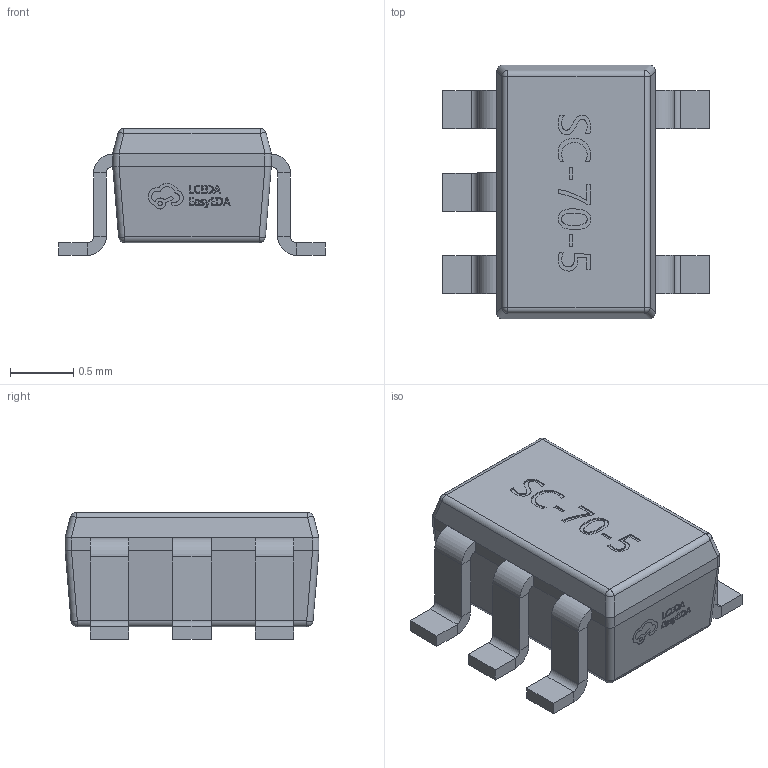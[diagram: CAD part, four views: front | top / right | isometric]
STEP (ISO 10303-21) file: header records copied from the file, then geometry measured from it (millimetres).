
FILE_DESCRIPTION (( 'STEP AP214' ), '1' );
FILE_NAME ('SC-70-5_L2.1-W1.3-H1.0-LS2.1-P0.65.step', '2022-07-09T14:44:19', ( '' ), ( '' ), 'SwSTEP 2.0', 'SolidWorks 2020', '' );
FILE_SCHEMA (( 'AUTOMOTIVE_DESIGN' ));
Length unit declared in the file: millimetre
Products named in the file (1): SC-70-5_L2.1-W1.3-H1.0-LS2.1-P0.65
Bounding box: 2.1 x 2 x 1 mm (x, y, z)
Volume: 2.3 mm3; surface area: 14.4 mm2
Topology: 6 solids, 6 shells, 484 faces, 1230 edges, 792 vertices
Faces by surface type: plane 287, bspline 149, cylinder 40, sphere 8
Entity records: 23015 total; most frequent: CARTESIAN_POINT 6992, ORIENTED_EDGE 2460, DIRECTION 1648, EDGE_CURVE 1230, VECTOR 848, LINE 848, VERTEX_POINT 792, EDGE_LOOP 518
